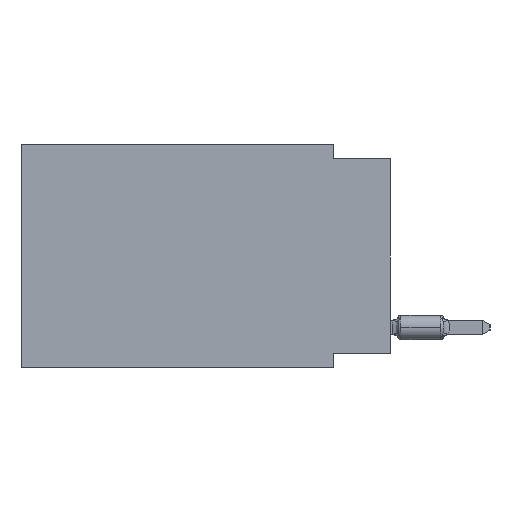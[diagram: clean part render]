
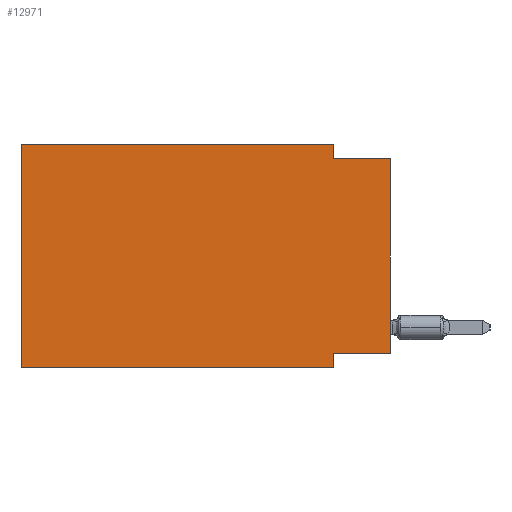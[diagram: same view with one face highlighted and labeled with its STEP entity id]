
A CAD part, left-side view. The second image highlights one B-rep face of the part: STEP entity #12971.
In plain terms, the highlighted planar face has unit normal (-1, 0, 0).
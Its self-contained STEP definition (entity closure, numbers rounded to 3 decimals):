
#345 = ORIENTED_EDGE ( 'NONE', *, *, #17161, .F. ) ;
#690 = EDGE_CURVE ( 'NONE', #25032, #21536, #3662, .T. ) ;
#913 = VECTOR ( 'NONE', #21164, 1000. ) ;
#1629 = CARTESIAN_POINT ( 'NONE',  ( 0., 2.54, -9.271 ) ) ;
#1676 = CARTESIAN_POINT ( 'NONE',  ( 0., 16.383, -9.906 ) ) ;
#1825 = ORIENTED_EDGE ( 'NONE', *, *, #4552, .F. ) ;
#3273 = CARTESIAN_POINT ( 'NONE',  ( 0., 0., -0.635 ) ) ;
#3662 = LINE ( 'NONE', #11399, #20092 ) ;
#3854 = VECTOR ( 'NONE', #15201, 1000. ) ;
#4407 = DIRECTION ( 'NONE',  ( 0., 0., 1. ) ) ;
#4552 = EDGE_CURVE ( 'NONE', #5996, #16633, #21533, .T. ) ;
#5448 = CARTESIAN_POINT ( 'NONE',  ( 0., 0., 0. ) ) ;
#5620 = CARTESIAN_POINT ( 'NONE',  ( 0., 16.383, 0. ) ) ;
#5949 = CARTESIAN_POINT ( 'NONE',  ( 0., 0., -9.271 ) ) ;
#5996 = VERTEX_POINT ( 'NONE', #1676 ) ;
#6461 = EDGE_CURVE ( 'NONE', #25032, #22473, #22855, .T. ) ;
#6478 = CARTESIAN_POINT ( 'NONE',  ( 0., 16.383, 0. ) ) ;
#6856 = EDGE_CURVE ( 'NONE', #21861, #22473, #7422, .T. ) ;
#7422 = LINE ( 'NONE', #9457, #3854 ) ;
#7443 = VERTEX_POINT ( 'NONE', #13068 ) ;
#7941 = DIRECTION ( 'NONE',  ( 0., -1., 0. ) ) ;
#8572 = VECTOR ( 'NONE', #15576, 1000. ) ;
#9457 = CARTESIAN_POINT ( 'NONE',  ( 0., 0., -0.635 ) ) ;
#9475 = DIRECTION ( 'NONE',  ( 0., 0., -1. ) ) ;
#9838 = LINE ( 'NONE', #13547, #18148 ) ;
#10210 = DIRECTION ( 'NONE',  ( 0., 0., -1. ) ) ;
#10663 = LINE ( 'NONE', #6478, #14400 ) ;
#10899 = ORIENTED_EDGE ( 'NONE', *, *, #6856, .F. ) ;
#11197 = AXIS2_PLACEMENT_3D ( 'NONE', #5620, #12519, #10210 ) ;
#11399 = CARTESIAN_POINT ( 'NONE',  ( 0., 0., -9.271 ) ) ;
#11641 = CARTESIAN_POINT ( 'NONE',  ( 0., 2.54, 0. ) ) ;
#12519 = DIRECTION ( 'NONE',  ( 1., 0., 0. ) ) ;
#12971 = ADVANCED_FACE ( 'NONE', ( #24942 ), #23038, .F. ) ;
#13034 = LINE ( 'NONE', #22832, #24621 ) ;
#13068 = CARTESIAN_POINT ( 'NONE',  ( 0., 2.54, -9.906 ) ) ;
#13398 = EDGE_CURVE ( 'NONE', #21536, #7443, #13034, .T. ) ;
#13470 = ORIENTED_EDGE ( 'NONE', *, *, #21692, .F. ) ;
#13507 = EDGE_CURVE ( 'NONE', #5996, #7443, #9838, .T. ) ;
#13547 = CARTESIAN_POINT ( 'NONE',  ( 0., 16.383, -9.906 ) ) ;
#13709 = EDGE_LOOP ( 'NONE', ( #18290, #10899, #13470, #345, #1825, #21746, #13744, #18082 ) ) ;
#13744 = ORIENTED_EDGE ( 'NONE', *, *, #13398, .F. ) ;
#14281 = CARTESIAN_POINT ( 'NONE',  ( 0., 2.54, 0. ) ) ;
#14400 = VECTOR ( 'NONE', #20214, 1000. ) ;
#14556 = CARTESIAN_POINT ( 'NONE',  ( 0., 2.54, -0.635 ) ) ;
#14994 = VERTEX_POINT ( 'NONE', #14281 ) ;
#15201 = DIRECTION ( 'NONE',  ( 0., -1., 0. ) ) ;
#15576 = DIRECTION ( 'NONE',  ( 0., 0., -1. ) ) ;
#16633 = VERTEX_POINT ( 'NONE', #18895 ) ;
#17161 = EDGE_CURVE ( 'NONE', #16633, #14994, #10663, .T. ) ;
#17365 = CARTESIAN_POINT ( 'NONE',  ( 0., 16.383, 0. ) ) ;
#17474 = LINE ( 'NONE', #11641, #8572 ) ;
#18082 = ORIENTED_EDGE ( 'NONE', *, *, #690, .F. ) ;
#18148 = VECTOR ( 'NONE', #7941, 1000. ) ;
#18290 = ORIENTED_EDGE ( 'NONE', *, *, #6461, .T. ) ;
#18895 = CARTESIAN_POINT ( 'NONE',  ( 0., 16.383, 0. ) ) ;
#19161 = DIRECTION ( 'NONE',  ( 0., 1., 0. ) ) ;
#20092 = VECTOR ( 'NONE', #19161, 1000. ) ;
#20214 = DIRECTION ( 'NONE',  ( 0., -1., 0. ) ) ;
#21164 = DIRECTION ( 'NONE',  ( 0., 0., 1. ) ) ;
#21533 = LINE ( 'NONE', #17365, #913 ) ;
#21536 = VERTEX_POINT ( 'NONE', #1629 ) ;
#21692 = EDGE_CURVE ( 'NONE', #14994, #21861, #17474, .T. ) ;
#21746 = ORIENTED_EDGE ( 'NONE', *, *, #13507, .T. ) ;
#21861 = VERTEX_POINT ( 'NONE', #14556 ) ;
#22112 = VECTOR ( 'NONE', #4407, 1000. ) ;
#22473 = VERTEX_POINT ( 'NONE', #3273 ) ;
#22832 = CARTESIAN_POINT ( 'NONE',  ( 0., 2.54, -9.906 ) ) ;
#22855 = LINE ( 'NONE', #5448, #22112 ) ;
#23038 = PLANE ( 'NONE',  #11197 ) ;
#24621 = VECTOR ( 'NONE', #9475, 1000. ) ;
#24942 = FACE_OUTER_BOUND ( 'NONE', #13709, .T. ) ;
#25032 = VERTEX_POINT ( 'NONE', #5949 ) ;
